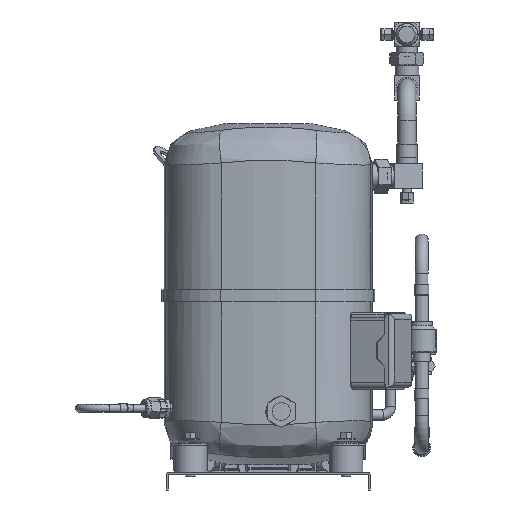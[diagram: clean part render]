
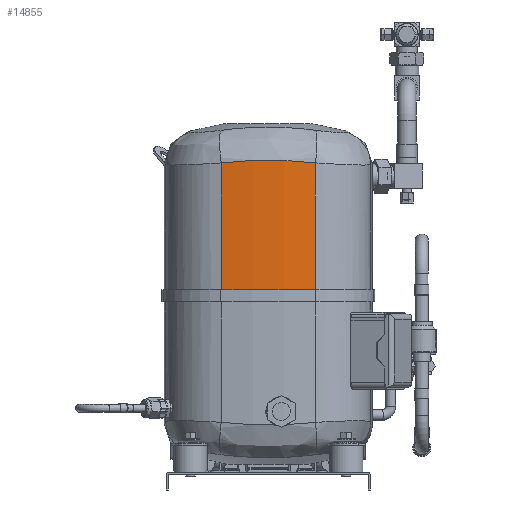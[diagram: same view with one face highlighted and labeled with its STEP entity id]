
A CAD part, left-side view. The second image highlights one B-rep face of the part: STEP entity #14855.
In plain terms, the highlighted cylindrical face has radius 367.8 mm (diameter 735.6 mm), a partial arc.
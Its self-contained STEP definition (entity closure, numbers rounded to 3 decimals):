
#6360=CYLINDRICAL_SURFACE('',#89145,367.8);
#9841=LINE('',#108568,#12252);
#9843=LINE('',#108590,#12254);
#12252=VECTOR('',#95252,1.);
#12254=VECTOR('',#95258,1.);
#14855=ADVANCED_FACE('',(#19795),#6360,.T.);
#19795=FACE_OUTER_BOUND('',#25358,.T.);
#25358=EDGE_LOOP('',(#35437,#35438,#35439,#35440));
#30387=CIRCLE('',#89144,367.8);
#35437=ORIENTED_EDGE('',*,*,#67110,.T.);
#35438=ORIENTED_EDGE('',*,*,#67111,.T.);
#35439=ORIENTED_EDGE('',*,*,#67106,.F.);
#35440=ORIENTED_EDGE('',*,*,#67112,.T.);
#58049=VERTEX_POINT('',#108569);
#58050=VERTEX_POINT('',#108570);
#58053=VERTEX_POINT('',#108591);
#58054=VERTEX_POINT('',#108592);
#67106=EDGE_CURVE('',#58049,#58050,#9841,.T.);
#67110=EDGE_CURVE('',#58053,#58054,#9843,.T.);
#67111=EDGE_CURVE('',#58054,#58050,#77902,.T.);
#67112=EDGE_CURVE('',#58049,#58053,#30387,.T.);
#77902=B_SPLINE_CURVE_WITH_KNOTS('',3,(#108593,#108594,#108595,#108596,#108597),
 .UNSPECIFIED.,.F.,.F.,(4,1,4),(0.,0.5,1.),.UNSPECIFIED.);
#89144=AXIS2_PLACEMENT_3D('',#108598,#95259,#95260);
#89145=AXIS2_PLACEMENT_3D('',#108599,#95261,#95262);
#95252=DIRECTION('',(0.,0.,1.));
#95258=DIRECTION('',(0.,0.,1.));
#95259=DIRECTION('',(0.,0.,1.));
#95260=DIRECTION('',(1.,0.,0.));
#95261=DIRECTION('',(0.,0.,1.));
#95262=DIRECTION('',(1.,0.,0.));
#108568=CARTESIAN_POINT('',(23.567,179.023,194.783));
#108569=CARTESIAN_POINT('',(23.567,179.023,189.98));
#108570=CARTESIAN_POINT('',(23.567,179.023,359.36));
#108590=CARTESIAN_POINT('',(23.567,63.821,194.783));
#108591=CARTESIAN_POINT('',(23.567,63.821,189.98));
#108592=CARTESIAN_POINT('',(23.567,63.821,359.36));
#108593=CARTESIAN_POINT('',(23.567,63.821,359.36));
#108594=CARTESIAN_POINT('',(20.523,83.021,361.64));
#108595=CARTESIAN_POINT('',(17.535,121.422,363.84));
#108596=CARTESIAN_POINT('',(20.522,159.823,361.64));
#108597=CARTESIAN_POINT('',(23.567,179.023,359.36));
#108598=CARTESIAN_POINT('',(386.828,121.424,189.98));
#108599=CARTESIAN_POINT('',(386.828,121.424,194.783));
